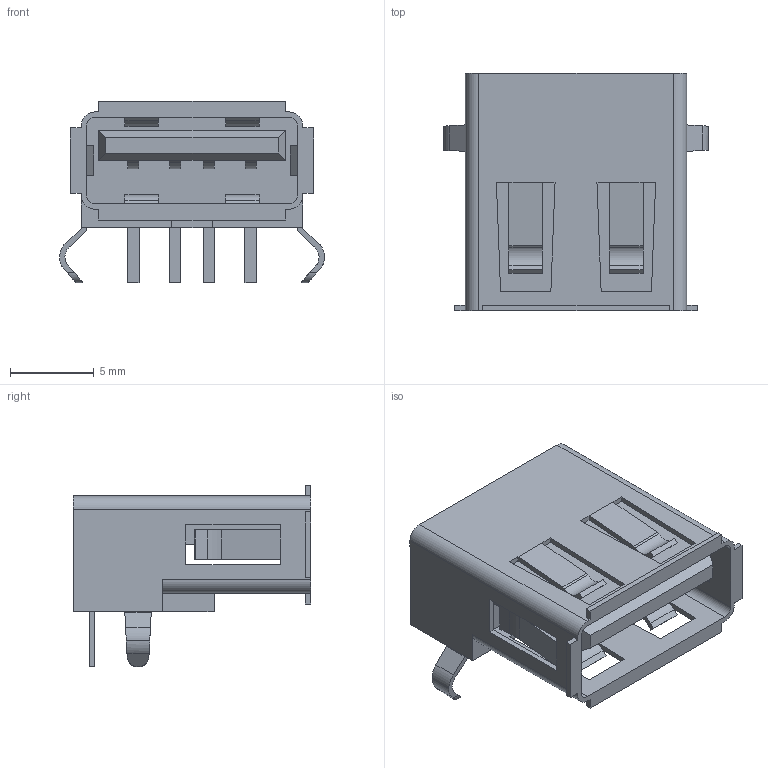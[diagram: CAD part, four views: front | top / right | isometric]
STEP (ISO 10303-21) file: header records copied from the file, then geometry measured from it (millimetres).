
FILE_DESCRIPTION((''),'2;1');
FILE_NAME('FCI_87520-0010BLF.stp','2009-12-14T12:25:38',(''),(''),'Mechanical Desktop 2006','Mechanical Desktop 2006',', , ');
FILE_SCHEMA(('AUTOMOTIVE_DESIGN { 1 2 10303 214 0 1 1 1 }'));
Length unit declared in the file: millimetre
Products named in the file (1): Product
Bounding box: 15.8 x 14.16 x 10.85 mm (x, y, z)
Volume: 756.7 mm3; surface area: 1360.1 mm2
Topology: 8 solids, 8 shells, 233 faces, 612 edges, 400 vertices
Faces by surface type: plane 195, cylinder 38
Entity records: 7122 total; most frequent: CARTESIAN_POINT 1318, ORIENTED_EDGE 1224, DIRECTION 1112, EDGE_CURVE 612, VECTOR 532, LINE 532, VERTEX_POINT 400, AXIS2_PLACEMENT_3D 290
